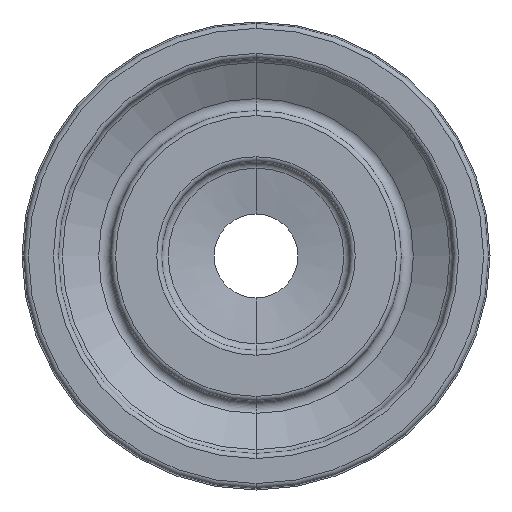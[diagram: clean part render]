
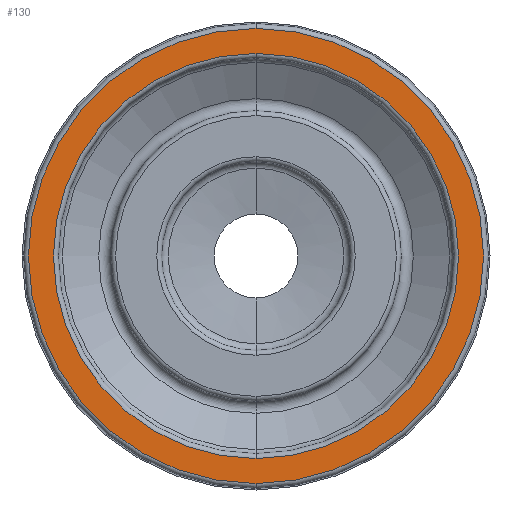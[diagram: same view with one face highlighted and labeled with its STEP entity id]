
A CAD part, front view. The second image highlights one B-rep face of the part: STEP entity #130.
In plain terms, the highlighted planar face has unit normal (0, -1, 0).
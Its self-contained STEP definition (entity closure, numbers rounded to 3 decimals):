
#57 = DIRECTION ( 'NONE',  ( 0., 0., 1. ) ) ;
#61 = DIRECTION ( 'NONE',  ( 0., 1., 0. ) ) ;
#62 = CARTESIAN_POINT ( 'NONE',  ( 0., 8.165, 0. ) ) ;
#64 = DIRECTION ( 'NONE',  ( 0., 0., 1. ) ) ;
#65 = DIRECTION ( 'NONE',  ( 0., -1., 0. ) ) ;
#68 = CARTESIAN_POINT ( 'NONE',  ( 0., 8.165, 0. ) ) ;
#74 = VERTEX_POINT ( 'NONE', #844 ) ;
#92 = AXIS2_PLACEMENT_3D ( 'NONE', #968, #965, #556 ) ;
#130 = ADVANCED_FACE ( 'NONE', ( #563, #590 ), #902, .F. ) ;
#199 = VERTEX_POINT ( 'NONE', #904 ) ;
#220 = VERTEX_POINT ( 'NONE', #889 ) ;
#231 = CIRCLE ( 'NONE', #638, 12.55 ) ;
#234 = CIRCLE ( 'NONE', #1040, 14.1 ) ;
#246 = EDGE_CURVE ( 'NONE', #74, #199, #476, .T. ) ;
#262 = EDGE_CURVE ( 'NONE', #660, #220, #470, .T. ) ;
#299 = DIRECTION ( 'NONE',  ( 0., 0., 1. ) ) ;
#302 = CARTESIAN_POINT ( 'NONE',  ( 0., 8.165, 0. ) ) ;
#324 = DIRECTION ( 'NONE',  ( 0., 1., 0. ) ) ;
#470 = CIRCLE ( 'NONE', #879, 12.55 ) ;
#476 = CIRCLE ( 'NONE', #1058, 14.1 ) ;
#531 = EDGE_CURVE ( 'NONE', #199, #74, #234, .T. ) ;
#533 = EDGE_CURVE ( 'NONE', #220, #660, #231, .T. ) ;
#535 = DIRECTION ( 'NONE',  ( 0., -1., 0. ) ) ;
#556 = DIRECTION ( 'NONE',  ( 0., 0., 1. ) ) ;
#563 = FACE_OUTER_BOUND ( 'NONE', #672, .T. ) ;
#578 = DIRECTION ( 'NONE',  ( 0., 0., 1. ) ) ;
#584 = CARTESIAN_POINT ( 'NONE',  ( 0., 8.165, 0. ) ) ;
#590 = FACE_BOUND ( 'NONE', #952, .T. ) ;
#638 = AXIS2_PLACEMENT_3D ( 'NONE', #62, #61, #57 ) ;
#660 = VERTEX_POINT ( 'NONE', #805 ) ;
#672 = EDGE_LOOP ( 'NONE', ( #987, #988 ) ) ;
#805 = CARTESIAN_POINT ( 'NONE',  ( 0., 8.165, 12.55 ) ) ;
#844 = CARTESIAN_POINT ( 'NONE',  ( 0., 8.165, -14.1 ) ) ;
#879 = AXIS2_PLACEMENT_3D ( 'NONE', #302, #324, #299 ) ;
#889 = CARTESIAN_POINT ( 'NONE',  ( 0., 8.165, -12.55 ) ) ;
#902 = PLANE ( 'NONE',  #92 ) ;
#904 = CARTESIAN_POINT ( 'NONE',  ( 0., 8.165, 14.1 ) ) ;
#952 = EDGE_LOOP ( 'NONE', ( #989, #993 ) ) ;
#965 = DIRECTION ( 'NONE',  ( 0., 1., 0. ) ) ;
#968 = CARTESIAN_POINT ( 'NONE',  ( 14.4, 8.165, 0. ) ) ;
#987 = ORIENTED_EDGE ( 'NONE', *, *, #531, .T. ) ;
#988 = ORIENTED_EDGE ( 'NONE', *, *, #246, .T. ) ;
#989 = ORIENTED_EDGE ( 'NONE', *, *, #262, .T. ) ;
#993 = ORIENTED_EDGE ( 'NONE', *, *, #533, .T. ) ;
#1040 = AXIS2_PLACEMENT_3D ( 'NONE', #68, #65, #64 ) ;
#1058 = AXIS2_PLACEMENT_3D ( 'NONE', #584, #535, #578 ) ;
